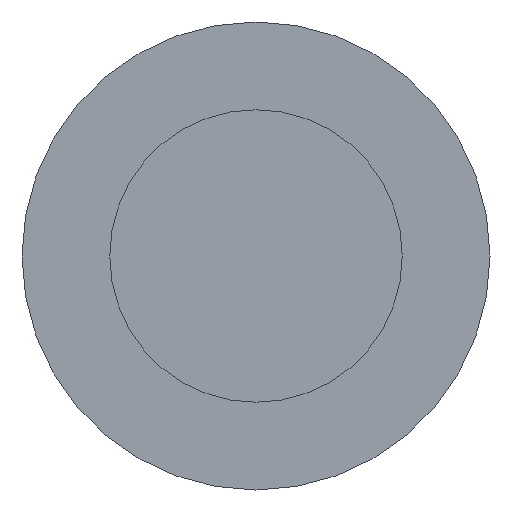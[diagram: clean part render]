
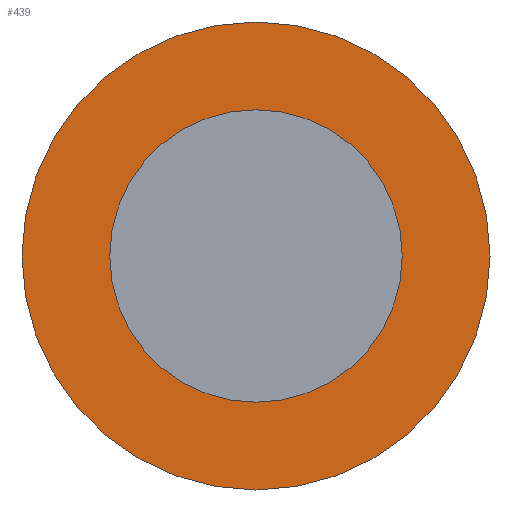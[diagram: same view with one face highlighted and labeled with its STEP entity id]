
A CAD part, front view. The second image highlights one B-rep face of the part: STEP entity #439.
In plain terms, the highlighted planar face has unit normal (0, -1, 0).
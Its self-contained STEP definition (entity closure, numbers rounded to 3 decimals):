
#49=CARTESIAN_POINT('',(2.5,4.0,0.0));
#50=VERTEX_POINT('',#49);
#59=CARTESIAN_POINT('',(-2.5,4.0,0.));
#60=VERTEX_POINT('',#59);
#61=CARTESIAN_POINT('',(0.0,4.0,0.0));
#62=DIRECTION('',(0.0,-1.0,0.0));
#63=DIRECTION('',(1.0,0.0,0.0));
#64=AXIS2_PLACEMENT_3D('',#61,#62,#63);
#65=CIRCLE('',#64,2.5);
#66=EDGE_CURVE('',#50,#60,#65,.T.);
#93=CARTESIAN_POINT('',(4.0,4.0,0.0));
#94=VERTEX_POINT('',#93);
#110=CARTESIAN_POINT('',(-4.0,4.0,0.));
#111=VERTEX_POINT('',#110);
#118=CARTESIAN_POINT('',(0.0,4.0,0.0));
#119=DIRECTION('',(0.0,-1.0,0.0));
#120=DIRECTION('',(1.0,0.0,0.0));
#121=AXIS2_PLACEMENT_3D('',#118,#119,#120);
#122=CIRCLE('',#121,4.0);
#123=EDGE_CURVE('',#94,#111,#122,.T.);
#408=CARTESIAN_POINT('',(0.0,4.0,0.0));
#409=DIRECTION('',(0.0,-1.0,0.0));
#410=DIRECTION('',(1.0,0.0,0.0));
#411=AXIS2_PLACEMENT_3D('',#408,#409,#410);
#412=CIRCLE('',#411,4.0);
#413=EDGE_CURVE('',#111,#94,#412,.T.);
#420=CARTESIAN_POINT('',(3.25,4.0,0.0));
#421=DIRECTION('',(0.0,-1.0,0.0));
#422=DIRECTION('',(0.0,0.0,-1.0));
#423=AXIS2_PLACEMENT_3D('',#420,#421,#422);
#424=PLANE('',#423);
#425=ORIENTED_EDGE('',*,*,#123,.T.);
#426=ORIENTED_EDGE('',*,*,#413,.T.);
#427=EDGE_LOOP('',(#425,#426));
#428=FACE_OUTER_BOUND('',#427,.T.);
#429=ORIENTED_EDGE('',*,*,#66,.F.);
#430=CARTESIAN_POINT('',(0.0,4.0,0.0));
#431=DIRECTION('',(0.0,-1.0,0.0));
#432=DIRECTION('',(1.0,0.0,0.0));
#433=AXIS2_PLACEMENT_3D('',#430,#431,#432);
#434=CIRCLE('',#433,2.5);
#435=EDGE_CURVE('',#60,#50,#434,.T.);
#436=ORIENTED_EDGE('',*,*,#435,.F.);
#437=EDGE_LOOP('',(#429,#436));
#438=FACE_BOUND('',#437,.T.);
#439=ADVANCED_FACE('',(#428,#438),#424,.T.);
